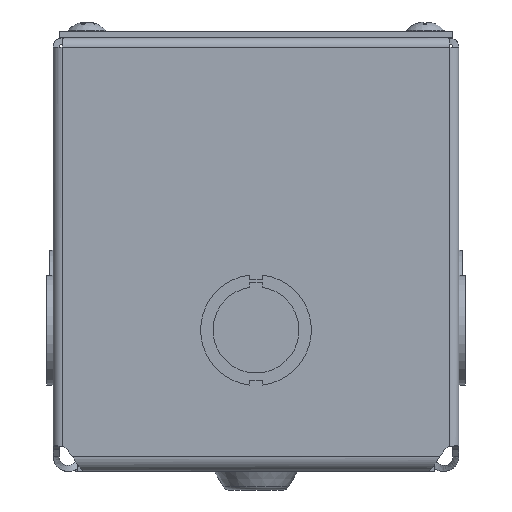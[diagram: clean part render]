
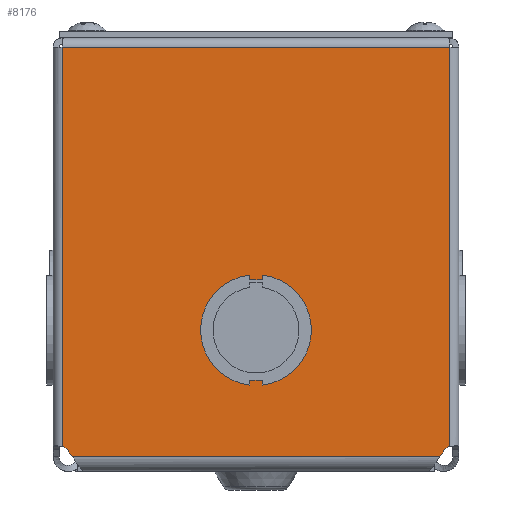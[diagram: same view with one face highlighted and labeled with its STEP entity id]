
A CAD part, front view. The second image highlights one B-rep face of the part: STEP entity #8176.
In plain terms, the highlighted face is planar.
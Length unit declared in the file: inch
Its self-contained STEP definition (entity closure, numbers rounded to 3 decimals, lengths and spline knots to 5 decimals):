
#606=LINE($,#12033,#1370);
#609=LINE($,#12039,#1373);
#612=LINE($,#12045,#1376);
#616=LINE($,#12057,#1380);
#619=LINE($,#12063,#1383);
#622=LINE($,#12067,#1386);
#650=LINE($,#12140,#1414);
#651=LINE($,#12142,#1415);
#652=LINE($,#12144,#1416);
#653=LINE($,#12148,#1417);
#654=LINE($,#12150,#1418);
#655=LINE($,#12151,#1419);
#1370=VECTOR($,#9970,0.04999);
#1373=VECTOR($,#9975,0.125);
#1376=VECTOR($,#9980,0.04999);
#1380=VECTOR($,#9992,0.04999);
#1383=VECTOR($,#9997,0.12522);
#1386=VECTOR($,#10002,0.04999);
#1414=VECTOR($,#10074,0.08311);
#1415=VECTOR($,#10075,3.73182);
#1416=VECTOR($,#10076,0.08311);
#1417=VECTOR($,#10079,4.05703);
#1418=VECTOR($,#10080,3.9385);
#1419=VECTOR($,#10081,4.05703);
#1967=PLANE($,#8779);
#2221=FACE_BOUND($,#2975,.T.);
#2437=FACE_OUTER_BOUND($,#2974,.T.);
#2974=EDGE_LOOP($,(#6091,#6092,#6093,#6094,#6095,#6096,#6097,#6098));
#2975=EDGE_LOOP($,(#6099,#6100,#6101,#6102,#6103,#6104,#6105,#6106));
#3390=CIRCLE($,#8749,0.5625);
#3392=CIRCLE($,#8755,0.5625);
#3398=CIRCLE($,#8780,0.11);
#3399=CIRCLE($,#8781,0.11);
#3765=VERTEX_POINT($,#12024);
#3766=VERTEX_POINT($,#12026);
#3768=VERTEX_POINT($,#12032);
#3770=VERTEX_POINT($,#12038);
#3772=VERTEX_POINT($,#12044);
#3774=VERTEX_POINT($,#12050);
#3776=VERTEX_POINT($,#12056);
#3778=VERTEX_POINT($,#12062);
#3799=VERTEX_POINT($,#12136);
#3800=VERTEX_POINT($,#12137);
#3801=VERTEX_POINT($,#12139);
#3802=VERTEX_POINT($,#12141);
#3803=VERTEX_POINT($,#12143);
#3804=VERTEX_POINT($,#12145);
#3805=VERTEX_POINT($,#12147);
#3806=VERTEX_POINT($,#12149);
#4551=EDGE_CURVE($,#3766,#3765,#3390,.T.);
#4554=EDGE_CURVE($,#3768,#3766,#606,.T.);
#4557=EDGE_CURVE($,#3770,#3768,#609,.T.);
#4560=EDGE_CURVE($,#3772,#3770,#612,.T.);
#4563=EDGE_CURVE($,#3774,#3772,#3392,.T.);
#4566=EDGE_CURVE($,#3776,#3774,#616,.T.);
#4569=EDGE_CURVE($,#3778,#3776,#619,.T.);
#4572=EDGE_CURVE($,#3765,#3778,#622,.T.);
#4605=EDGE_CURVE($,#3799,#3800,#3398,.T.);
#4606=EDGE_CURVE($,#3800,#3801,#650,.T.);
#4607=EDGE_CURVE($,#3801,#3802,#651,.T.);
#4608=EDGE_CURVE($,#3802,#3803,#652,.T.);
#4609=EDGE_CURVE($,#3803,#3804,#3399,.T.);
#4610=EDGE_CURVE($,#3804,#3805,#653,.T.);
#4611=EDGE_CURVE($,#3805,#3806,#654,.T.);
#4612=EDGE_CURVE($,#3806,#3799,#655,.T.);
#6091=ORIENTED_EDGE($,*,*,#4605,.T.);
#6092=ORIENTED_EDGE($,*,*,#4606,.T.);
#6093=ORIENTED_EDGE($,*,*,#4607,.T.);
#6094=ORIENTED_EDGE($,*,*,#4608,.T.);
#6095=ORIENTED_EDGE($,*,*,#4609,.T.);
#6096=ORIENTED_EDGE($,*,*,#4610,.T.);
#6097=ORIENTED_EDGE($,*,*,#4611,.T.);
#6098=ORIENTED_EDGE($,*,*,#4612,.T.);
#6099=ORIENTED_EDGE($,*,*,#4569,.T.);
#6100=ORIENTED_EDGE($,*,*,#4566,.T.);
#6101=ORIENTED_EDGE($,*,*,#4563,.T.);
#6102=ORIENTED_EDGE($,*,*,#4560,.T.);
#6103=ORIENTED_EDGE($,*,*,#4557,.T.);
#6104=ORIENTED_EDGE($,*,*,#4554,.T.);
#6105=ORIENTED_EDGE($,*,*,#4551,.T.);
#6106=ORIENTED_EDGE($,*,*,#4572,.T.);
#8176=ADVANCED_FACE($,(#2437,#2221),#1967,.F.);
#8749=AXIS2_PLACEMENT_3D($,#12027,#9964,#9965);
#8755=AXIS2_PLACEMENT_3D($,#12051,#9986,#9987);
#8779=AXIS2_PLACEMENT_3D($,#12135,#10070,#10071);
#8780=AXIS2_PLACEMENT_3D($,#12138,#10072,#10073);
#8781=AXIS2_PLACEMENT_3D($,#12146,#10077,#10078);
#9964=DIRECTION('center_axis',(-1.,0.,0.));
#9965=DIRECTION('ref_axis',(0.,0.994,0.111));
#9970=DIRECTION($,(0.,1.,0.));
#9975=DIRECTION($,(0.,0.,-1.));
#9980=DIRECTION($,(0.,-1.,0.));
#9986=DIRECTION('center_axis',(-1.,0.,0.));
#9987=DIRECTION('ref_axis',(0.,-0.994,-0.111));
#9992=DIRECTION($,(0.,-1.,0.));
#9997=DIRECTION($,(0.,0.,1.));
#10002=DIRECTION($,(0.,1.,0.));
#10070=DIRECTION('center_axis',(-1.,0.,0.));
#10071=DIRECTION('ref_axis',(0.,0.,
1.));
#10072=DIRECTION('center_axis',(-1.,0.,0.));
#10073=DIRECTION('ref_axis',(0.,0.633,-0.774));
#10074=DIRECTION($,(0.,0.774,0.633));
#10075=DIRECTION($,(0.,0.,1.));
#10076=DIRECTION($,(0.,-0.774,0.633));
#10077=DIRECTION('center_axis',(-1.,0.,0.));
#10078=DIRECTION('ref_axis',(0.,0.633,-0.774));
#10079=DIRECTION($,(0.,-1.,0.));
#10080=DIRECTION($,(0.,0.,-1.));
#10081=DIRECTION($,(0.,1.,0.));
#12024=CARTESIAN_POINT('',(4.0625,0.253,-12.02222));
#12026=CARTESIAN_POINT('',(4.0625,1.37102,-12.02204));
#12027=CARTESIAN_POINT('Origin',(4.0625,0.812,-11.95957));
#12032=CARTESIAN_POINT('',(4.0625,1.32103,-12.02204));
#12033=CARTESIAN_POINT($,(4.0625,0.66051,-12.02204));
#12038=CARTESIAN_POINT('',(4.0625,1.32102,-11.89704));
#12039=CARTESIAN_POINT($,(4.0625,1.32117,-14.43804));
#12044=CARTESIAN_POINT('',(4.0625,1.37101,-11.89704));
#12045=CARTESIAN_POINT($,(4.0625,0.68551,-11.89704));
#12050=CARTESIAN_POINT('',(4.0625,0.25299,-11.89699));
#12051=CARTESIAN_POINT('Origin',(4.0625,0.812,-11.95957));
#12056=CARTESIAN_POINT('',(4.0625,0.30299,-11.89699));
#12057=CARTESIAN_POINT($,(4.0625,0.15149,-11.89699));
#12062=CARTESIAN_POINT('',(4.0625,0.30299,-12.02222));
#12063=CARTESIAN_POINT($,(4.0625,0.30314,-14.50066));
#12067=CARTESIAN_POINT($,(4.0625,0.1265,-12.02222));
#12135=CARTESIAN_POINT('Origin',(4.0625,0.,
-16.97913));
#12136=CARTESIAN_POINT('',(4.0625,1.99453,-13.92882));
#12137=CARTESIAN_POINT('',(4.0625,2.0294,-13.87808));
#12138=CARTESIAN_POINT('Origin',(4.0625,2.09901,-13.96325));
#12139=CARTESIAN_POINT('',(4.0625,2.09375,-13.82548));
#12140=CARTESIAN_POINT($,(4.0625,1.18902,-14.56487));
#12141=CARTESIAN_POINT('',(4.0625,2.09375,-10.09366));
#12142=CARTESIAN_POINT($,(4.0625,2.09375,-14.02207));
#12143=CARTESIAN_POINT('',(4.0625,2.0294,-10.04107));
#12144=CARTESIAN_POINT($,(4.0625,3.1208,-10.93301));
#12145=CARTESIAN_POINT('',(4.0625,1.99453,-9.99032));
#12146=CARTESIAN_POINT('Origin',(4.0625,2.09901,-9.95589));
#12147=CARTESIAN_POINT('',(4.0625,-2.0625,-9.99032));
#12148=CARTESIAN_POINT($,(4.0625,1.04688,-9.99032));
#12149=CARTESIAN_POINT('',(4.0625,-2.0625,-13.92882));
#12150=CARTESIAN_POINT($,(4.0625,-2.0625,-10.97495));
#12151=CARTESIAN_POINT($,(4.0625,-1.04688,-13.92882));
